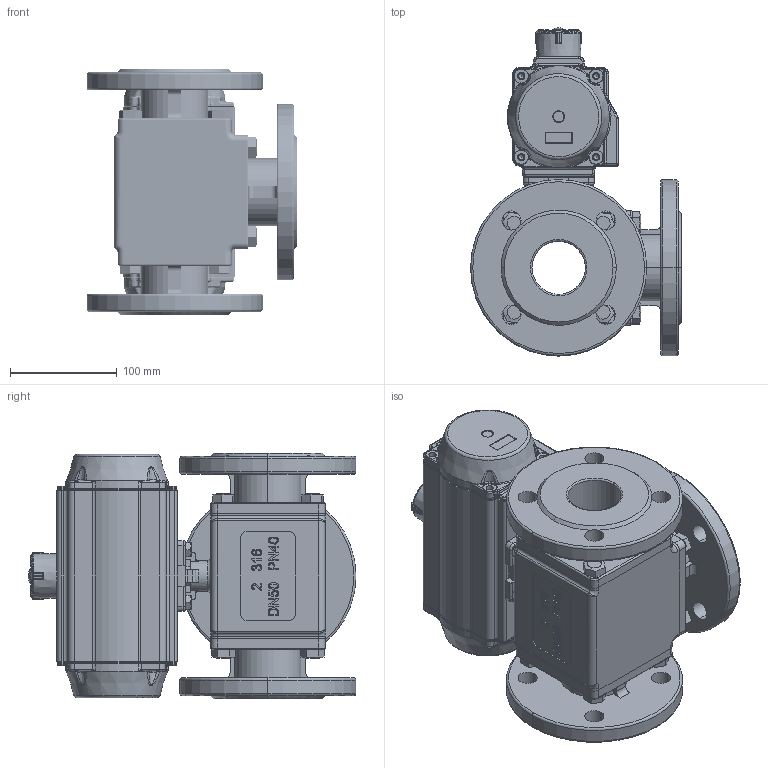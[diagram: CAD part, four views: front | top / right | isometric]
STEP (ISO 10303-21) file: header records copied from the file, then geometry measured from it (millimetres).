
FILE_DESCRIPTION(/* description */ ('Unknown'),/* implementation_level */ '2;1');
FILE_NAME(/* name */ 'PD05_PE04 9342_9343-09',/* time_stamp */ '2025-03-14T09:54:31+01:00',/* author */ ('Unknown'),/* organization */ ('Unknown'),/* preprocessor_version */ 'ST-DEVELOPER v19.4',/* originating_system */ 'Solid Edge',/* authorisation */ 'Unknown');
FILE_SCHEMA (('FEATURE_BASED_PROCESS_PLANNING','MODEL_BASED_INTEGRATED_MANUFACTURING_SCHEMA','AUTOMOTIVE_DESIGN {1 0 10303 214 3 1 1}'));
Products named in the file (20): PD05_PE04 9342_9343-09 + 49892028; 9342_9343-09; 概极; 概裔; 概裝; MV-85 DN50 Nut Stopper; NUT M18 _NUT  M18; MV-85 DN50 Plate Washer; 蟈諉蹟邡; PD05_PE04; VTE85____; Optische Anzeige; ______; ________(___________; cup head nib bolts with large head gb_GB_FASTENER_BOLT_CHNBW M6X25-N; huosai85; zhou85; vt85-2016-06-25  _______MIR; vt85-2016-06-25; DIN 933 M8x20 A2-70 BLK_EDST
Assembly tree (39 placements, depth 4):
  PD05_PE04 9342_9343-09 + 49892028
    9342_9343-09
      概极
      概裔  x3
      概裝
      MV-85 DN50 Nut Stopper
      NUT M18 _NUT  M18
      MV-85 DN50 Plate Washer
      蟈諉蹟邡  x12
    PD05_PE04
      VTE85____
      Optische Anzeige
        ______
        ________(___________  x4
        cup head nib bolts with large head gb_GB_FASTENER_BOLT_CHNBW M6X25-N
      huosai85  x2
      zhou85
      vt85-2016-06-25  _______MIR
      vt85-2016-06-25
    DIN 933 M8x20 A2-70 BLK_EDST  x4
Bounding box: 197.5 x 307.31 x 230 mm (x, y, z)
Volume: 3249540.8 mm3; surface area: 734816.7 mm2
Topology: 36 solids, 36 shells, 3689 faces, 9202 edges, 5714 vertices
Faces by surface type: plane 1139, cylinder 1018, bspline 686, torus 560, cone 273, sphere 13
Full cylindrical faces by diameter (mm): 3 x16, 3.3 x8, 4 x2, 4.134 x8, 4.66 x1, 4.917 x13, 5 x1, 6 x1, 6.2 x1, 6.647 x6, 8 x4, 11.445 x2, 12 x2, 13 x14, 16.2 x1, 16.5 x1, 18.7 x1, 20 x7, 23 x12, 26 x1, 27 x1, 31.5 x1, 32.2 x1, 32.4 x1, 36 x4, 38.5 x1, 73 x2, 79.2 x2, 80 x2, 84 x6
Entity records: 105729 total; most frequent: CARTESIAN_POINT 46651, ORIENTED_EDGE 12844, DIRECTION 10954, EDGE_CURVE 6422, AXIS2_PLACEMENT_3D 4341, VERTEX_POINT 4144, FACE_BOUND 3146, EDGE_LOOP 3134
